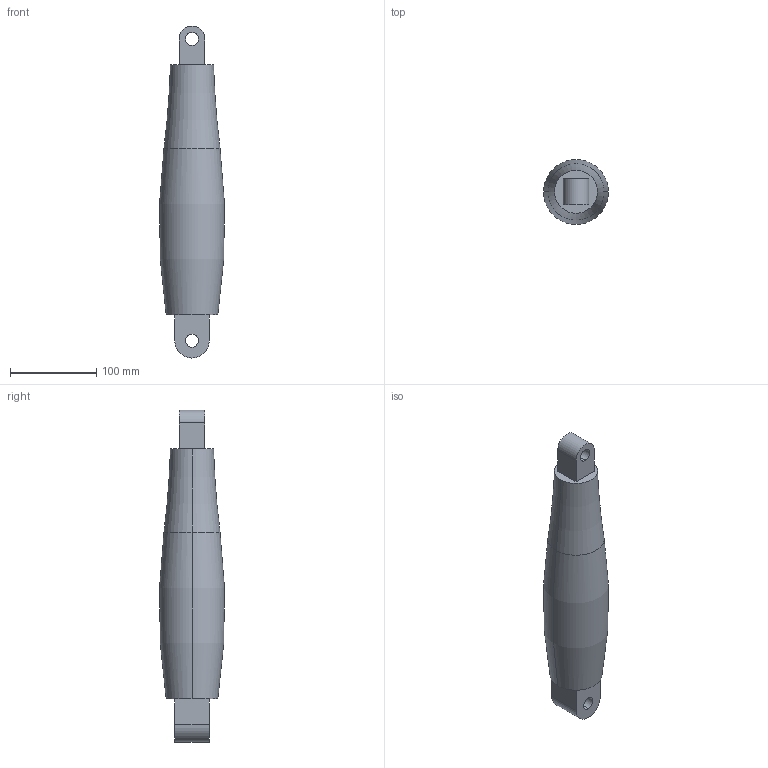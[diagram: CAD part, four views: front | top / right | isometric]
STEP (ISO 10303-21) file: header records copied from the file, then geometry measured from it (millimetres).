
FILE_DESCRIPTION (( 'STEP AP203' ), '1' );
FILE_NAME ('Link1_F1_Default_sldprt.STEP', '2020-11-04T16:16:32', ( '' ), ( '' ), 'SwSTEP 2.0', 'SolidWorks 2020', '' );
FILE_SCHEMA (( 'CONFIG_CONTROL_DESIGN' ));
Length unit declared in the file: millimetre
Products named in the file (1): Link1_F1_Default_sldprt
Bounding box: 75.23 x 75.23 x 385 mm (x, y, z)
Volume: 1114985.9 mm3; surface area: 79744.6 mm2
Topology: 1 solids, 1 shells, 21 faces, 49 edges, 32 vertices
Faces by surface type: plane 10, cylinder 7, torus 4
Entity records: 696 total; most frequent: DIRECTION 117, CARTESIAN_POINT 103, ORIENTED_EDGE 98, EDGE_CURVE 49, AXIS2_PLACEMENT_3D 46, VERTEX_POINT 32, EDGE_LOOP 27, VECTOR 25
